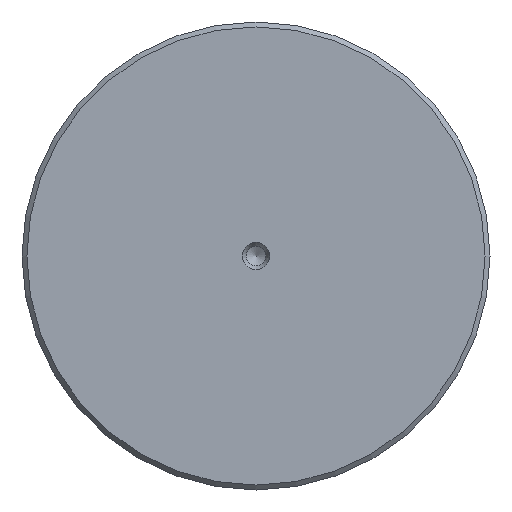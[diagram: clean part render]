
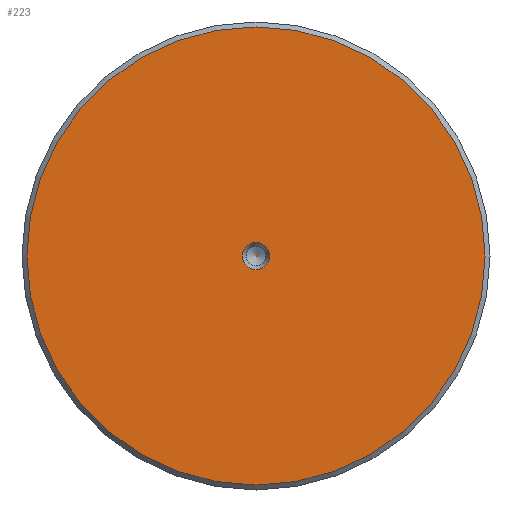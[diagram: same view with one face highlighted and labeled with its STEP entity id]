
A CAD part, left-side view. The second image highlights one B-rep face of the part: STEP entity #223.
In plain terms, the highlighted planar face has unit normal (-1, 0, 0).
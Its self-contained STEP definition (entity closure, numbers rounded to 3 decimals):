
#124=PLANE('',#731);
#179=CIRCLE('',#725,46.5);
#181=CIRCLE('',#730,2.75);
#223=ADVANCED_FACE('',(#272,#273),#124,.F.);
#272=FACE_BOUND('',#341,.T.);
#273=FACE_BOUND('',#342,.T.);
#341=EDGE_LOOP('',(#489));
#342=EDGE_LOOP('',(#490));
#489=ORIENTED_EDGE('',*,*,#631,.T.);
#490=ORIENTED_EDGE('',*,*,#629,.T.);
#553=VERTEX_POINT('',#1870);
#555=VERTEX_POINT('',#1877);
#629=EDGE_CURVE('',#553,#553,#179,.T.);
#631=EDGE_CURVE('',#555,#555,#181,.T.);
#725=AXIS2_PLACEMENT_3D('',#1869,#881,#882);
#730=AXIS2_PLACEMENT_3D('',#1876,#891,#892);
#731=AXIS2_PLACEMENT_3D('',#1878,#893,#894);
#881=DIRECTION('',(-1.,0.,0.));
#882=DIRECTION('',(0.,0.,-1.));
#891=DIRECTION('',(1.,0.,0.));
#892=DIRECTION('',(0.,0.,-1.));
#893=DIRECTION('',(1.,0.,0.));
#894=DIRECTION('',(0.,0.,-1.));
#1869=CARTESIAN_POINT('',(0.,0.,0.));
#1870=CARTESIAN_POINT('',(0.,0.,-46.5));
#1876=CARTESIAN_POINT('',(0.,0.,0.));
#1877=CARTESIAN_POINT('',(0.,0.,-2.75));
#1878=CARTESIAN_POINT('',(0.,0.,0.));
